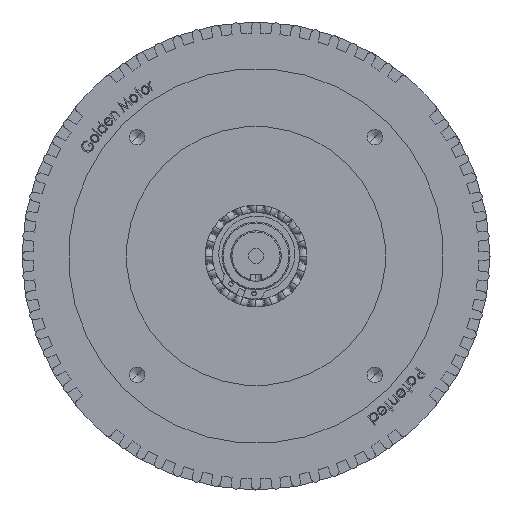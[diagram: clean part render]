
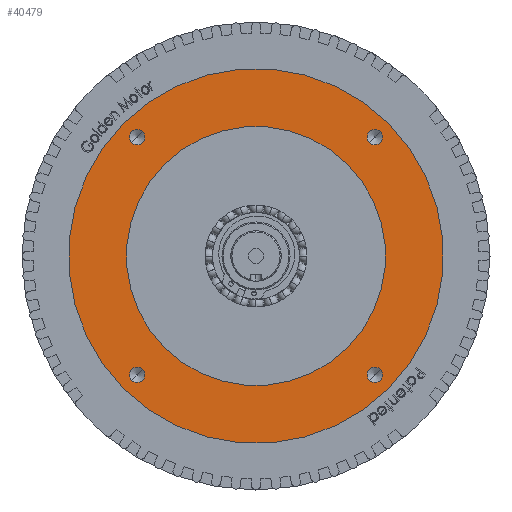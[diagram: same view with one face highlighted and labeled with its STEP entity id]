
A CAD part, left-side view. The second image highlights one B-rep face of the part: STEP entity #40479.
In plain terms, the highlighted face is planar.
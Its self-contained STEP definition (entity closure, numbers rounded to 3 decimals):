
#81 = DIRECTION ( 'NONE',  ( 0., 0., -1. ) ) ;
#1333 = AXIS2_PLACEMENT_3D ( 'NONE', #46999, #81, #20960 ) ;
#1412 = ORIENTED_EDGE ( 'NONE', *, *, #33471, .F. ) ;
#2025 = VERTEX_POINT ( 'NONE', #51295 ) ;
#2353 = FACE_BOUND ( 'NONE', #47035, .T. ) ;
#2991 = CARTESIAN_POINT ( 'NONE',  ( -77.4, 0., 3. ) ) ;
#3458 = CARTESIAN_POINT ( 'NONE',  ( 70.6, 0., 3. ) ) ;
#3477 = EDGE_CURVE ( 'NONE', #53645, #40803, #64645, .T. ) ;
#4237 = VERTEX_POINT ( 'NONE', #33097 ) ;
#6267 = EDGE_CURVE ( 'NONE', #39037, #57435, #59274, .T. ) ;
#6500 = EDGE_CURVE ( 'NONE', #29738, #13036, #30843, .T. ) ;
#6604 = ORIENTED_EDGE ( 'NONE', *, *, #63191, .F. ) ;
#6828 = DIRECTION ( 'NONE',  ( -1., 0., 0. ) ) ;
#6903 = AXIS2_PLACEMENT_3D ( 'NONE', #15996, #36858, #57773 ) ;
#7178 = CARTESIAN_POINT ( 'NONE',  ( 0., 0., 3. ) ) ;
#7329 = CARTESIAN_POINT ( 'NONE',  ( -57., 0., 3. ) ) ;
#7401 = CARTESIAN_POINT ( 'NONE',  ( 82.5, 0., 3. ) ) ;
#8369 = EDGE_CURVE ( 'NONE', #57435, #39037, #9296, .T. ) ;
#9296 = CIRCLE ( 'NONE', #15859, 57. ) ;
#9612 = CIRCLE ( 'NONE', #47897, 3.4 ) ;
#10214 = AXIS2_PLACEMENT_3D ( 'NONE', #12978, #33840, #54747 ) ;
#11386 = AXIS2_PLACEMENT_3D ( 'NONE', #32842, #53761, #6828 ) ;
#11732 = CARTESIAN_POINT ( 'NONE',  ( -82.5, 0., 3. ) ) ;
#11972 = ORIENTED_EDGE ( 'NONE', *, *, #26492, .F. ) ;
#12884 = VERTEX_POINT ( 'NONE', #11732 ) ;
#12940 = DIRECTION ( 'NONE',  ( -1., 0., 0. ) ) ;
#12978 = CARTESIAN_POINT ( 'NONE',  ( 0., 0., 3. ) ) ;
#13036 = VERTEX_POINT ( 'NONE', #3458 ) ;
#13227 = EDGE_CURVE ( 'NONE', #4237, #60469, #22859, .T. ) ;
#15599 = ORIENTED_EDGE ( 'NONE', *, *, #6500, .F. ) ;
#15819 = DIRECTION ( 'NONE',  ( 1., 0., 0. ) ) ;
#15859 = AXIS2_PLACEMENT_3D ( 'NONE', #66720, #19801, #40682 ) ;
#15996 = CARTESIAN_POINT ( 'NONE',  ( -74., 0., 3. ) ) ;
#16121 = AXIS2_PLACEMENT_3D ( 'NONE', #41817, #62711, #15819 ) ;
#16939 = DIRECTION ( 'NONE',  ( 1., 0., 0. ) ) ;
#17383 = AXIS2_PLACEMENT_3D ( 'NONE', #7178, #28048, #48964 ) ;
#17395 = VERTEX_POINT ( 'NONE', #7401 ) ;
#17892 = ORIENTED_EDGE ( 'NONE', *, *, #64306, .F. ) ;
#18112 = FACE_OUTER_BOUND ( 'NONE', #36175, .T. ) ;
#18282 = ORIENTED_EDGE ( 'NONE', *, *, #60092, .F. ) ;
#18474 = CARTESIAN_POINT ( 'NONE',  ( 74., 0., 3. ) ) ;
#19801 = DIRECTION ( 'NONE',  ( 0., 0., 1. ) ) ;
#20960 = DIRECTION ( 'NONE',  ( -1., 0., 0. ) ) ;
#22859 = CIRCLE ( 'NONE', #61152, 3.4 ) ;
#23130 = CARTESIAN_POINT ( 'NONE',  ( -74., 0., 3. ) ) ;
#23206 = FACE_BOUND ( 'NONE', #49316, .T. ) ;
#23502 = AXIS2_PLACEMENT_3D ( 'NONE', #18474, #39358, #60253 ) ;
#25491 = CARTESIAN_POINT ( 'NONE',  ( 0., 74., 3. ) ) ;
#25495 = CARTESIAN_POINT ( 'NONE',  ( 0., 74., 3. ) ) ;
#26492 = EDGE_CURVE ( 'NONE', #34136, #2025, #28777, .T. ) ;
#27839 = ORIENTED_EDGE ( 'NONE', *, *, #41371, .F. ) ;
#28048 = DIRECTION ( 'NONE',  ( 0., 0., 1. ) ) ;
#28777 = CIRCLE ( 'NONE', #67073, 3.4 ) ;
#29705 = AXIS2_PLACEMENT_3D ( 'NONE', #42946, #63849, #16939 ) ;
#29738 = VERTEX_POINT ( 'NONE', #51858 ) ;
#30276 = ORIENTED_EDGE ( 'NONE', *, *, #51162, .F. ) ;
#30843 = CIRCLE ( 'NONE', #1333, 3.4 ) ;
#31447 = CARTESIAN_POINT ( 'NONE',  ( 57., 0., 3. ) ) ;
#32842 = CARTESIAN_POINT ( 'NONE',  ( 0., -74., 3. ) ) ;
#33097 = CARTESIAN_POINT ( 'NONE',  ( -70.6, 0., 3. ) ) ;
#33471 = EDGE_CURVE ( 'NONE', #60469, #4237, #36410, .T. ) ;
#33840 = DIRECTION ( 'NONE',  ( 0., 0., 1. ) ) ;
#34036 = EDGE_LOOP ( 'NONE', ( #1412, #42603 ) ) ;
#34092 = CARTESIAN_POINT ( 'NONE',  ( -3.4, 74., 3. ) ) ;
#34136 = VERTEX_POINT ( 'NONE', #62306 ) ;
#35094 = AXIS2_PLACEMENT_3D ( 'NONE', #25491, #46409, #67310 ) ;
#36175 = EDGE_LOOP ( 'NONE', ( #17892, #30276 ) ) ;
#36410 = CIRCLE ( 'NONE', #6903, 3.4 ) ;
#36858 = DIRECTION ( 'NONE',  ( 0., 0., -1. ) ) ;
#37648 = ORIENTED_EDGE ( 'NONE', *, *, #3477, .F. ) ;
#38144 = CIRCLE ( 'NONE', #17383, 82.5 ) ;
#38697 = ORIENTED_EDGE ( 'NONE', *, *, #8369, .T. ) ;
#38950 = CARTESIAN_POINT ( 'NONE',  ( 0., -74., 3. ) ) ;
#38988 = FACE_BOUND ( 'NONE', #52370, .T. ) ;
#39037 = VERTEX_POINT ( 'NONE', #31447 ) ;
#39358 = DIRECTION ( 'NONE',  ( 0., 0., -1. ) ) ;
#40479 = ADVANCED_FACE ( 'NONE', ( #2353, #23206, #44114, #65016, #18112, #38988 ), #59889, .F. ) ;
#40682 = DIRECTION ( 'NONE',  ( 1., 0., 0. ) ) ;
#40803 = VERTEX_POINT ( 'NONE', #34092 ) ;
#40898 = CIRCLE ( 'NONE', #11386, 3.4 ) ;
#41371 = EDGE_CURVE ( 'NONE', #2025, #34136, #40898, .T. ) ;
#41817 = CARTESIAN_POINT ( 'NONE',  ( 0., 0., 3. ) ) ;
#42603 = ORIENTED_EDGE ( 'NONE', *, *, #13227, .F. ) ;
#42946 = CARTESIAN_POINT ( 'NONE',  ( 0., 0., 3. ) ) ;
#44047 = DIRECTION ( 'NONE',  ( 0., 0., -1. ) ) ;
#44114 = FACE_BOUND ( 'NONE', #57186, .T. ) ;
#45623 = CIRCLE ( 'NONE', #16121, 82.5 ) ;
#46409 = DIRECTION ( 'NONE',  ( 0., 0., -1. ) ) ;
#46415 = DIRECTION ( 'NONE',  ( 0., 0., -1. ) ) ;
#46999 = CARTESIAN_POINT ( 'NONE',  ( 74., 0., 3. ) ) ;
#47035 = EDGE_LOOP ( 'NONE', ( #6604, #37648 ) ) ;
#47897 = AXIS2_PLACEMENT_3D ( 'NONE', #25495, #46415, #67313 ) ;
#48964 = DIRECTION ( 'NONE',  ( 1., 0., 0. ) ) ;
#49316 = EDGE_LOOP ( 'NONE', ( #18282, #15599 ) ) ;
#51162 = EDGE_CURVE ( 'NONE', #17395, #12884, #45623, .T. ) ;
#51295 = CARTESIAN_POINT ( 'NONE',  ( 3.4, -74., 3. ) ) ;
#51858 = CARTESIAN_POINT ( 'NONE',  ( 77.4, 0., 3. ) ) ;
#52370 = EDGE_LOOP ( 'NONE', ( #38697, #54375 ) ) ;
#53094 = CIRCLE ( 'NONE', #23502, 3.4 ) ;
#53565 = CARTESIAN_POINT ( 'NONE',  ( 3.4, 74., 3. ) ) ;
#53645 = VERTEX_POINT ( 'NONE', #53565 ) ;
#53761 = DIRECTION ( 'NONE',  ( 0., 0., -1. ) ) ;
#54375 = ORIENTED_EDGE ( 'NONE', *, *, #6267, .T. ) ;
#54747 = DIRECTION ( 'NONE',  ( 1., 0., 0. ) ) ;
#57186 = EDGE_LOOP ( 'NONE', ( #11972, #27839 ) ) ;
#57435 = VERTEX_POINT ( 'NONE', #7329 ) ;
#57773 = DIRECTION ( 'NONE',  ( -1., 0., 0. ) ) ;
#59274 = CIRCLE ( 'NONE', #29705, 57. ) ;
#59851 = DIRECTION ( 'NONE',  ( 0., 0., -1. ) ) ;
#59889 = PLANE ( 'NONE',  #10214 ) ;
#60092 = EDGE_CURVE ( 'NONE', #13036, #29738, #53094, .T. ) ;
#60253 = DIRECTION ( 'NONE',  ( -1., 0., 0. ) ) ;
#60469 = VERTEX_POINT ( 'NONE', #2991 ) ;
#61152 = AXIS2_PLACEMENT_3D ( 'NONE', #23130, #44047, #64941 ) ;
#62306 = CARTESIAN_POINT ( 'NONE',  ( -3.4, -74., 3. ) ) ;
#62711 = DIRECTION ( 'NONE',  ( 0., 0., 1. ) ) ;
#63191 = EDGE_CURVE ( 'NONE', #40803, #53645, #9612, .T. ) ;
#63849 = DIRECTION ( 'NONE',  ( 0., 0., 1. ) ) ;
#64306 = EDGE_CURVE ( 'NONE', #12884, #17395, #38144, .T. ) ;
#64645 = CIRCLE ( 'NONE', #35094, 3.4 ) ;
#64941 = DIRECTION ( 'NONE',  ( -1., 0., 0. ) ) ;
#65016 = FACE_BOUND ( 'NONE', #34036, .T. ) ;
#66720 = CARTESIAN_POINT ( 'NONE',  ( 0., 0., 3. ) ) ;
#67073 = AXIS2_PLACEMENT_3D ( 'NONE', #38950, #59851, #12940 ) ;
#67310 = DIRECTION ( 'NONE',  ( -1., 0., 0. ) ) ;
#67313 = DIRECTION ( 'NONE',  ( -1., 0., 0. ) ) ;
